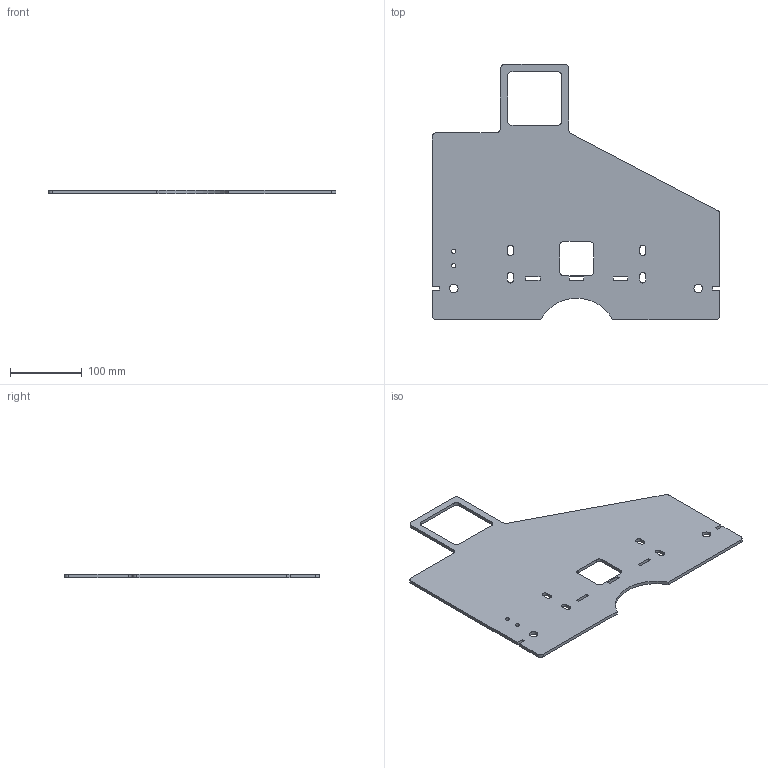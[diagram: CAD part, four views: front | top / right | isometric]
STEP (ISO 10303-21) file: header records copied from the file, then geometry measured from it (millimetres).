
FILE_DESCRIPTION(/* description */ (''),/* implementation_level */ '2;1');
FILE_NAME(/* name */ 'EXTERNAL SIDE PLATE_v2.stp',/* time_stamp */ '2018-12-05T02:16:49-03:00',/* author */ ('Toshiba'),/* organization */ (''),/* preprocessor_version */ 'ST-DEVELOPER v16.13',/* originating_system */ 'Autodesk Inventor 2018',/* authorisation */ '');
FILE_SCHEMA (('AUTOMOTIVE_DESIGN { 1 0 10303 214 3 1 1 }'));
Length unit declared in the file: millimetre
Products named in the file (1): EXTERNAL SIDE PLATE_v2
Bounding box: 400 x 355 x 4.45 mm (x, y, z)
Volume: 401939.4 mm3; surface area: 191327.9 mm2
Topology: 1 solids, 1 shells, 76 faces, 222 edges, 148 vertices
Faces by surface type: plane 47, cylinder 29
Full cylindrical faces by diameter (mm): 6 x2, 12 x2
Entity records: 2595 total; most frequent: CARTESIAN_POINT 443, ORIENTED_EDGE 436, DIRECTION 430, EDGE_CURVE 218, LINE 160, VECTOR 160, VERTEX_POINT 148, AXIS2_PLACEMENT_3D 135
